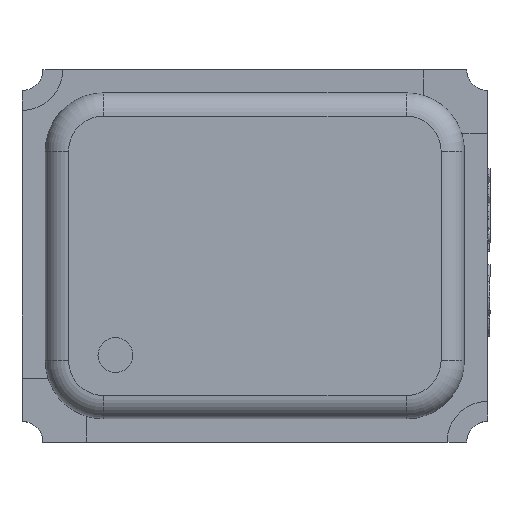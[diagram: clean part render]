
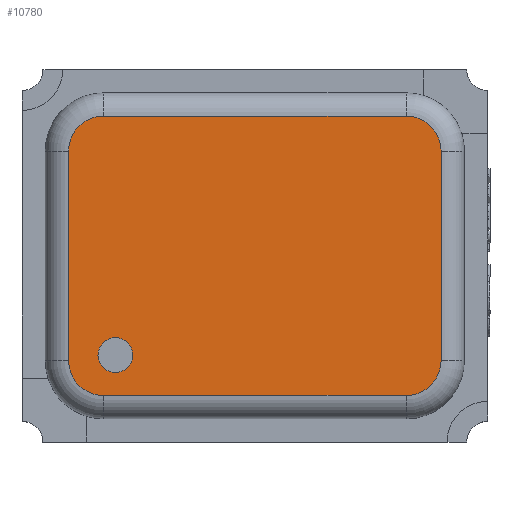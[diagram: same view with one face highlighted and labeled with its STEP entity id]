
A CAD part, top view. The second image highlights one B-rep face of the part: STEP entity #10780.
In plain terms, the highlighted planar face has unit normal (0, 0, 1).
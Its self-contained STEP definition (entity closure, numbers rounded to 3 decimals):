
#38 = ORIENTED_EDGE ( 'NONE', *, *, #11258, .T. ) ;
#793 = CIRCLE ( 'NONE', #8882, 0.075 ) ;
#1012 = DIRECTION ( 'NONE',  ( -1., 0., 0. ) ) ;
#1056 = CARTESIAN_POINT ( 'NONE',  ( -0.65, -0.6, 0.65 ) ) ;
#1071 = EDGE_CURVE ( 'NONE', #4092, #7698, #793, .T. ) ;
#1133 = CARTESIAN_POINT ( 'NONE',  ( 0.8, -0.45, 0.65 ) ) ;
#1611 = FACE_BOUND ( 'NONE', #13599, .T. ) ;
#1756 = PLANE ( 'NONE',  #6139 ) ;
#2272 = VERTEX_POINT ( 'NONE', #1133 ) ;
#2417 = VECTOR ( 'NONE', #9275, 1000. ) ;
#2772 = AXIS2_PLACEMENT_3D ( 'NONE', #7451, #12781, #10767 ) ;
#2850 = CIRCLE ( 'NONE', #6042, 0.15 ) ;
#3270 = DIRECTION ( 'NONE',  ( 0., 0., 1. ) ) ;
#3637 = VERTEX_POINT ( 'NONE', #11914 ) ;
#3851 = CARTESIAN_POINT ( 'NONE',  ( -0.8, -0.45, 0.65 ) ) ;
#3926 = DIRECTION ( 'NONE',  ( 0., 0., 1. ) ) ;
#4023 = CARTESIAN_POINT ( 'NONE',  ( -0.65, 0.45, 0.65 ) ) ;
#4092 = VERTEX_POINT ( 'NONE', #5357 ) ;
#4119 = CIRCLE ( 'NONE', #2772, 0.15 ) ;
#4249 = CARTESIAN_POINT ( 'NONE',  ( 0.8, 0.45, 0.65 ) ) ;
#4412 = CARTESIAN_POINT ( 'NONE',  ( -0.8, -0.45, 0.65 ) ) ;
#4420 = CARTESIAN_POINT ( 'NONE',  ( 0.8, 0.45, 0.65 ) ) ;
#4546 = AXIS2_PLACEMENT_3D ( 'NONE', #4023, #8423, #12813 ) ;
#4662 = CARTESIAN_POINT ( 'NONE',  ( -0.65, -0.45, 0.65 ) ) ;
#4821 = VERTEX_POINT ( 'NONE', #5579 ) ;
#4990 = EDGE_CURVE ( 'NONE', #9097, #7655, #4119, .T. ) ;
#5190 = ORIENTED_EDGE ( 'NONE', *, *, #11130, .T. ) ;
#5357 = CARTESIAN_POINT ( 'NONE',  ( -0.674, -0.426, 0.65 ) ) ;
#5360 = EDGE_LOOP ( 'NONE', ( #6561, #10971, #6729, #6787, #9968, #5190, #38, #13146 ) ) ;
#5579 = CARTESIAN_POINT ( 'NONE',  ( 0.65, -0.6, 0.65 ) ) ;
#5797 = CARTESIAN_POINT ( 'NONE',  ( -0.599, -0.426, 0.65 ) ) ;
#6042 = AXIS2_PLACEMENT_3D ( 'NONE', #4662, #13477, #9163 ) ;
#6104 = CIRCLE ( 'NONE', #12771, 0.075 ) ;
#6123 = EDGE_CURVE ( 'NONE', #14039, #4821, #10133, .T. ) ;
#6139 = AXIS2_PLACEMENT_3D ( 'NONE', #13957, #3926, #12849 ) ;
#6561 = ORIENTED_EDGE ( 'NONE', *, *, #13321, .T. ) ;
#6729 = ORIENTED_EDGE ( 'NONE', *, *, #11847, .T. ) ;
#6787 = ORIENTED_EDGE ( 'NONE', *, *, #7398, .T. ) ;
#6909 = ORIENTED_EDGE ( 'NONE', *, *, #1071, .F. ) ;
#6999 = VECTOR ( 'NONE', #8652, 1000. ) ;
#7251 = VERTEX_POINT ( 'NONE', #4412 ) ;
#7387 = VERTEX_POINT ( 'NONE', #9665 ) ;
#7398 = EDGE_CURVE ( 'NONE', #2272, #9097, #14153, .T. ) ;
#7451 = CARTESIAN_POINT ( 'NONE',  ( 0.65, 0.45, 0.65 ) ) ;
#7518 = CARTESIAN_POINT ( 'NONE',  ( -0.65, 0.6, 0.65 ) ) ;
#7655 = VERTEX_POINT ( 'NONE', #8008 ) ;
#7677 = DIRECTION ( 'NONE',  ( 1., 0., 0. ) ) ;
#7688 = ORIENTED_EDGE ( 'NONE', *, *, #11750, .F. ) ;
#7698 = VERTEX_POINT ( 'NONE', #13616 ) ;
#7731 = AXIS2_PLACEMENT_3D ( 'NONE', #14236, #3270, #7677 ) ;
#8008 = CARTESIAN_POINT ( 'NONE',  ( 0.65, 0.6, 0.65 ) ) ;
#8423 = DIRECTION ( 'NONE',  ( 0., 0., 1. ) ) ;
#8443 = VECTOR ( 'NONE', #1012, 1000. ) ;
#8459 = FACE_OUTER_BOUND ( 'NONE', #5360, .T. ) ;
#8587 = LINE ( 'NONE', #7518, #8443 ) ;
#8652 = DIRECTION ( 'NONE',  ( 0., 1., 0. ) ) ;
#8827 = DIRECTION ( 'NONE',  ( 1., 0., 0. ) ) ;
#8882 = AXIS2_PLACEMENT_3D ( 'NONE', #5797, #12425, #10228 ) ;
#9097 = VERTEX_POINT ( 'NONE', #4420 ) ;
#9163 = DIRECTION ( 'NONE',  ( 1., 0., 0. ) ) ;
#9267 = CARTESIAN_POINT ( 'NONE',  ( 0.65, -0.6, 0.65 ) ) ;
#9275 = DIRECTION ( 'NONE',  ( 0., -1., 0. ) ) ;
#9665 = CARTESIAN_POINT ( 'NONE',  ( -0.65, 0.6, 0.65 ) ) ;
#9693 = CARTESIAN_POINT ( 'NONE',  ( -0.599, -0.426, 0.65 ) ) ;
#9968 = ORIENTED_EDGE ( 'NONE', *, *, #4990, .T. ) ;
#10133 = LINE ( 'NONE', #9267, #12708 ) ;
#10211 = DIRECTION ( 'NONE',  ( 1., 0., 0. ) ) ;
#10228 = DIRECTION ( 'NONE',  ( 1., 0., 0. ) ) ;
#10415 = LINE ( 'NONE', #3851, #2417 ) ;
#10767 = DIRECTION ( 'NONE',  ( 1., 0., 0. ) ) ;
#10780 = ADVANCED_FACE ( 'NONE', ( #1611, #8459 ), #1756, .T. ) ;
#10971 = ORIENTED_EDGE ( 'NONE', *, *, #6123, .T. ) ;
#11130 = EDGE_CURVE ( 'NONE', #7655, #7387, #8587, .T. ) ;
#11258 = EDGE_CURVE ( 'NONE', #7387, #3637, #12355, .T. ) ;
#11386 = CIRCLE ( 'NONE', #7731, 0.15 ) ;
#11516 = EDGE_CURVE ( 'NONE', #3637, #7251, #10415, .T. ) ;
#11750 = EDGE_CURVE ( 'NONE', #7698, #4092, #6104, .T. ) ;
#11847 = EDGE_CURVE ( 'NONE', #4821, #2272, #11386, .T. ) ;
#11914 = CARTESIAN_POINT ( 'NONE',  ( -0.8, 0.45, 0.65 ) ) ;
#11985 = DIRECTION ( 'NONE',  ( 0., 0., 1. ) ) ;
#12355 = CIRCLE ( 'NONE', #4546, 0.15 ) ;
#12425 = DIRECTION ( 'NONE',  ( 0., 0., 1. ) ) ;
#12708 = VECTOR ( 'NONE', #10211, 1000. ) ;
#12771 = AXIS2_PLACEMENT_3D ( 'NONE', #9693, #11985, #8827 ) ;
#12781 = DIRECTION ( 'NONE',  ( 0., 0., 1. ) ) ;
#12813 = DIRECTION ( 'NONE',  ( 1., 0., 0. ) ) ;
#12849 = DIRECTION ( 'NONE',  ( 1., 0., 0. ) ) ;
#13146 = ORIENTED_EDGE ( 'NONE', *, *, #11516, .T. ) ;
#13321 = EDGE_CURVE ( 'NONE', #7251, #14039, #2850, .T. ) ;
#13477 = DIRECTION ( 'NONE',  ( 0., 0., 1. ) ) ;
#13599 = EDGE_LOOP ( 'NONE', ( #7688, #6909 ) ) ;
#13616 = CARTESIAN_POINT ( 'NONE',  ( -0.524, -0.426, 0.65 ) ) ;
#13957 = CARTESIAN_POINT ( 'NONE',  ( 0.65, -0.45, 0.65 ) ) ;
#14039 = VERTEX_POINT ( 'NONE', #1056 ) ;
#14153 = LINE ( 'NONE', #4249, #6999 ) ;
#14236 = CARTESIAN_POINT ( 'NONE',  ( 0.65, -0.45, 0.65 ) ) ;
